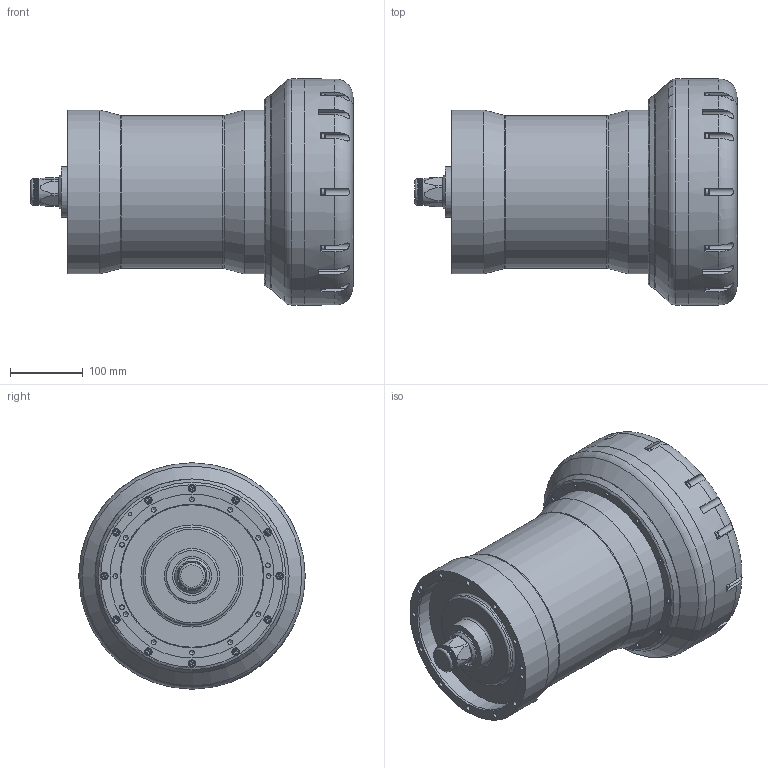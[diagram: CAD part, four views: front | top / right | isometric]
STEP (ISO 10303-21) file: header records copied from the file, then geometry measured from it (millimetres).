
FILE_DESCRIPTION(/* description */ (''),/* implementation_level */ '2;1');
FILE_NAME(/* name */ '8142-000-02 081216.stp',/* time_stamp */ '2016-12-08T09:15:26+00:00',/* author */ ('DB'),/* organization */ (''),/* preprocessor_version */ 'ST-DEVELOPER v16.5',/* originating_system */ 'Autodesk Inventor 2017',/* authorisation */ '');
FILE_SCHEMA (('AUTOMOTIVE_DESIGN { 1 0 10303 214 3 1 1 }'));
Length unit declared in the file: millimetre
Products named in the file (2): 8142-000-02 - HPT 7000 MF Solid 081216; 8142-000-02 - HPT 7000 MF Solid 081216_1
Assembly tree (1 placements, depth 2):
  8142-000-02 - HPT 7000 MF Solid 081216
    8142-000-02 - HPT 7000 MF Solid 081216_1
Bounding box: 441.6 x 310 x 310 mm (x, y, z)
Volume: 17924532.2 mm3; surface area: 475105.3 mm2
Topology: 1 solids, 1 shells, 1054 faces, 2749 edges, 1732 vertices
Faces by surface type: plane 767, cylinder 195, cone 59, torus 33
Full cylindrical faces by diameter (mm): 4.134 x1, 6 x3, 6.647 x12, 8.5 x24, 9.5 x12, 10 x12, 36.6 x1, 41.09 x1, 48 x1, 53.5 x1, 69.8 x1, 134.1 x1, 195.326 x1, 209.5 x1, 224.8 x2, 259.8 x1, 266 x1
Entity records: 30968 total; most frequent: CARTESIAN_POINT 6172, DIRECTION 5174, ORIENTED_EDGE 5024, EDGE_CURVE 2512, AXIS2_PLACEMENT_3D 1784, VERTEX_POINT 1662, LINE 1606, VECTOR 1606
